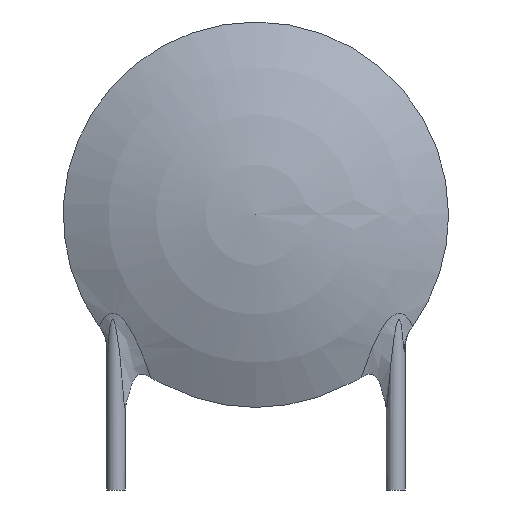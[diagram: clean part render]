
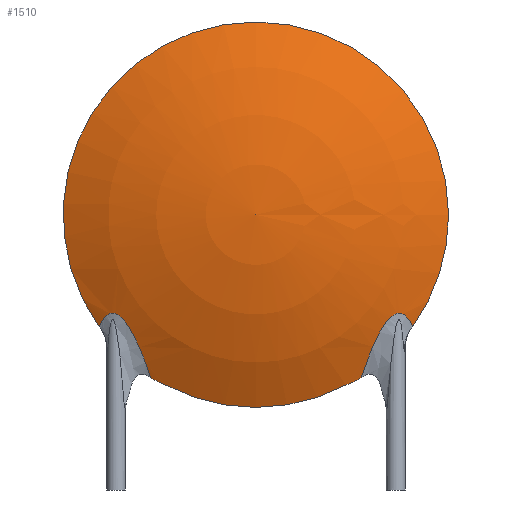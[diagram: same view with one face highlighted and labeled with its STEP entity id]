
A CAD part, front view. The second image highlights one B-rep face of the part: STEP entity #1510.
In plain terms, the highlighted spherical face has radius 7.726 mm.
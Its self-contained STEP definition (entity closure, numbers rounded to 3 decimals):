
#69 = B_SPLINE_CURVE_WITH_KNOTS ( 'NONE', 3,
 ( #852, #854, #892, #889 ),
 .UNSPECIFIED., .F., .F.,
 ( 4, 4 ),
 ( 0., 0. ),
 .UNSPECIFIED. ) ;
#74 = B_SPLINE_CURVE_WITH_KNOTS ( 'NONE', 3,
 ( #890, #897, #894, #895, #902, #899, #900, #907, #904, #905, #887, #885, #882, #881, #829, #859, #824, #733 ),
 .UNSPECIFIED., .F., .F.,
 ( 4, 2, 2, 2, 2, 2, 2, 2, 4 ),
 ( 0., 0., 0., 0., 0.001, 0.001, 0.001, 0.001, 0.002 ),
 .UNSPECIFIED. ) ;
#83 = B_SPLINE_CURVE_WITH_KNOTS ( 'NONE', 3,
 ( #1175, #1174, #1173, #1172, #1171, #1170, #1169, #1168, #1167, #1166, #1165, #1164, #1163, #1162, #1161, #1160, #1159, #1158 ),
 .UNSPECIFIED., .F., .F.,
 ( 4, 2, 2, 2, 2, 2, 2, 2, 4 ),
 ( 0., 0., 0.001, 0.001, 0.001, 0.001, 0.001, 0.002, 0.002 ),
 .UNSPECIFIED. ) ;
#92 = EDGE_CURVE ( 'NONE', #546, #485, #1295, .T. ) ;
#112 = EDGE_CURVE ( 'NONE', #539, #492, #1525, .T. ) ;
#126 = EDGE_CURVE ( 'NONE', #521, #541, #1518, .T. ) ;
#127 = EDGE_CURVE ( 'NONE', #547, #539, #1504, .T. ) ;
#129 = EDGE_CURVE ( 'NONE', #485, #462, #1530, .T. ) ;
#130 = EDGE_CURVE ( 'NONE', #541, #517, #69, .T. ) ;
#131 = EDGE_CURVE ( 'NONE', #547, #521, #74, .T. ) ;
#144 = EDGE_CURVE ( 'NONE', #546, #517, #1487, .T. ) ;
#147 = EDGE_CURVE ( 'NONE', #462, #492, #83, .T. ) ;
#462 = VERTEX_POINT ( 'NONE', #1136 ) ;
#485 = VERTEX_POINT ( 'NONE', #1132 ) ;
#492 = VERTEX_POINT ( 'NONE', #1130 ) ;
#511 = CARTESIAN_POINT ( 'NONE',  ( 1.635, -0.01, -3.095 ) ) ;
#515 = CARTESIAN_POINT ( 'NONE',  ( 1.715, -0.007, -3.059 ) ) ;
#516 = CARTESIAN_POINT ( 'NONE',  ( 1.758, 0., -3.049 ) ) ;
#517 = VERTEX_POINT ( 'NONE', #1126 ) ;
#518 = CARTESIAN_POINT ( 'NONE',  ( 1.674, -0.01, -3.074 ) ) ;
#521 = VERTEX_POINT ( 'NONE', #1125 ) ;
#524 = ORIENTED_EDGE ( 'NONE', *, *, #144, .F. ) ;
#539 = VERTEX_POINT ( 'NONE', #1117 ) ;
#541 = VERTEX_POINT ( 'NONE', #1116 ) ;
#546 = VERTEX_POINT ( 'NONE', #1113 ) ;
#547 = VERTEX_POINT ( 'NONE', #1112 ) ;
#570 = ORIENTED_EDGE ( 'NONE', *, *, #131, .T. ) ;
#583 = ORIENTED_EDGE ( 'NONE', *, *, #92, .T. ) ;
#608 = ORIENTED_EDGE ( 'NONE', *, *, #129, .T. ) ;
#614 = EDGE_LOOP ( 'NONE', ( #570, #644, #662, #524, #583, #608, #1070, #621, #637 ) ) ;
#621 = ORIENTED_EDGE ( 'NONE', *, *, #112, .F. ) ;
#637 = ORIENTED_EDGE ( 'NONE', *, *, #127, .F. ) ;
#644 = ORIENTED_EDGE ( 'NONE', *, *, #126, .T. ) ;
#662 = ORIENTED_EDGE ( 'NONE', *, *, #130, .T. ) ;
#733 = CARTESIAN_POINT ( 'NONE',  ( -1.913, 0., -2.954 ) ) ;
#755 = DIRECTION ( 'NONE',  ( 0., -1., 0. ) ) ;
#801 = DIRECTION ( 'NONE',  ( 0., 0., 1. ) ) ;
#819 = DIRECTION ( 'NONE',  ( 0., -1., 0. ) ) ;
#824 = CARTESIAN_POINT ( 'NONE',  ( -1.956, -0.048, -2.816 ) ) ;
#829 = CARTESIAN_POINT ( 'NONE',  ( -2.115, -0.155, -2.405 ) ) ;
#846 = DIRECTION ( 'NONE',  ( 0., 0., 1. ) ) ;
#852 = CARTESIAN_POINT ( 'NONE',  ( -1.758, 0., -3.049 ) ) ;
#854 = CARTESIAN_POINT ( 'NONE',  ( -1.716, -0.007, -3.059 ) ) ;
#859 = CARTESIAN_POINT ( 'NONE',  ( -2.004, -0.088, -2.678 ) ) ;
#864 = CARTESIAN_POINT ( 'NONE',  ( 0., 0., 0. ) ) ;
#869 = DIRECTION ( 'NONE',  ( 0., 0., 1. ) ) ;
#880 = CARTESIAN_POINT ( 'NONE',  ( 0., -0.01, 0. ) ) ;
#881 = CARTESIAN_POINT ( 'NONE',  ( -2.176, -0.181, -2.269 ) ) ;
#882 = CARTESIAN_POINT ( 'NONE',  ( -2.287, -0.206, -2.07 ) ) ;
#885 = CARTESIAN_POINT ( 'NONE',  ( -2.328, -0.212, -2.005 ) ) ;
#887 = CARTESIAN_POINT ( 'NONE',  ( -2.398, -0.213, -1.915 ) ) ;
#889 = CARTESIAN_POINT ( 'NONE',  ( -1.635, -0.01, -3.095 ) ) ;
#890 = CARTESIAN_POINT ( 'NONE',  ( -2.849, -0.01, -2.033 ) ) ;
#892 = CARTESIAN_POINT ( 'NONE',  ( -1.674, -0.01, -3.074 ) ) ;
#894 = CARTESIAN_POINT ( 'NONE',  ( -2.786, -0.072, -1.905 ) ) ;
#895 = CARTESIAN_POINT ( 'NONE',  ( -2.714, -0.121, -1.828 ) ) ;
#897 = CARTESIAN_POINT ( 'NONE',  ( -2.82, -0.041, -1.969 ) ) ;
#899 = CARTESIAN_POINT ( 'NONE',  ( -2.619, -0.169, -1.782 ) ) ;
#900 = CARTESIAN_POINT ( 'NONE',  ( -2.581, -0.183, -1.784 ) ) ;
#902 = CARTESIAN_POINT ( 'NONE',  ( -2.686, -0.137, -1.806 ) ) ;
#904 = CARTESIAN_POINT ( 'NONE',  ( -2.48, -0.206, -1.834 ) ) ;
#905 = CARTESIAN_POINT ( 'NONE',  ( -2.423, -0.212, -1.886 ) ) ;
#907 = CARTESIAN_POINT ( 'NONE',  ( -2.511, -0.201, -1.81 ) ) ;
#908 = DIRECTION ( 'NONE',  ( 0., 1., 0. ) ) ;
#913 = CARTESIAN_POINT ( 'NONE',  ( 0., 0., 0. ) ) ;
#1007 = DIRECTION ( 'NONE',  ( 0., 0., 1. ) ) ;
#1009 = DIRECTION ( 'NONE',  ( 0., 1., 0. ) ) ;
#1010 = CARTESIAN_POINT ( 'NONE',  ( 0., -0.01, 0. ) ) ;
#1063 = DIRECTION ( 'NONE',  ( 0., 0., 1. ) ) ;
#1070 = ORIENTED_EDGE ( 'NONE', *, *, #147, .T. ) ;
#1071 = DIRECTION ( 'NONE',  ( 0., 1., 0. ) ) ;
#1073 = CARTESIAN_POINT ( 'NONE',  ( 0., -0.01, 0. ) ) ;
#1112 = CARTESIAN_POINT ( 'NONE',  ( -2.849, -0.01, -2.033 ) ) ;
#1113 = CARTESIAN_POINT ( 'NONE',  ( 1.635, -0.01, -3.095 ) ) ;
#1116 = CARTESIAN_POINT ( 'NONE',  ( -1.758, 0., -3.049 ) ) ;
#1117 = CARTESIAN_POINT ( 'NONE',  ( 0., -0.01, 3.5 ) ) ;
#1125 = CARTESIAN_POINT ( 'NONE',  ( -1.913, 0., -2.954 ) ) ;
#1126 = CARTESIAN_POINT ( 'NONE',  ( -1.635, -0.01, -3.095 ) ) ;
#1130 = CARTESIAN_POINT ( 'NONE',  ( 2.849, -0.01, -2.033 ) ) ;
#1132 = CARTESIAN_POINT ( 'NONE',  ( 1.758, 0., -3.049 ) ) ;
#1136 = CARTESIAN_POINT ( 'NONE',  ( 1.913, 0., -2.954 ) ) ;
#1158 = CARTESIAN_POINT ( 'NONE',  ( 2.849, -0.01, -2.033 ) ) ;
#1159 = CARTESIAN_POINT ( 'NONE',  ( 2.821, -0.041, -1.969 ) ) ;
#1160 = CARTESIAN_POINT ( 'NONE',  ( 2.788, -0.071, -1.908 ) ) ;
#1161 = CARTESIAN_POINT ( 'NONE',  ( 2.717, -0.119, -1.831 ) ) ;
#1162 = CARTESIAN_POINT ( 'NONE',  ( 2.69, -0.136, -1.809 ) ) ;
#1163 = CARTESIAN_POINT ( 'NONE',  ( 2.625, -0.167, -1.783 ) ) ;
#1164 = CARTESIAN_POINT ( 'NONE',  ( 2.587, -0.181, -1.783 ) ) ;
#1165 = CARTESIAN_POINT ( 'NONE',  ( 2.516, -0.2, -1.807 ) ) ;
#1166 = CARTESIAN_POINT ( 'NONE',  ( 2.485, -0.205, -1.83 ) ) ;
#1167 = CARTESIAN_POINT ( 'NONE',  ( 2.428, -0.212, -1.881 ) ) ;
#1168 = CARTESIAN_POINT ( 'NONE',  ( 2.402, -0.213, -1.91 ) ) ;
#1169 = CARTESIAN_POINT ( 'NONE',  ( 2.331, -0.212, -1.999 ) ) ;
#1170 = CARTESIAN_POINT ( 'NONE',  ( 2.291, -0.207, -2.064 ) ) ;
#1171 = CARTESIAN_POINT ( 'NONE',  ( 2.179, -0.183, -2.263 ) ) ;
#1172 = CARTESIAN_POINT ( 'NONE',  ( 2.117, -0.156, -2.4 ) ) ;
#1173 = CARTESIAN_POINT ( 'NONE',  ( 2.005, -0.089, -2.676 ) ) ;
#1174 = CARTESIAN_POINT ( 'NONE',  ( 1.956, -0.048, -2.815 ) ) ;
#1175 = CARTESIAN_POINT ( 'NONE',  ( 1.913, 0., -2.954 ) ) ;
#1186 = AXIS2_PLACEMENT_3D ( 'NONE', #1410, #1400, #1399 ) ;
#1195 = AXIS2_PLACEMENT_3D ( 'NONE', #1010, #1009, #1007 ) ;
#1224 = SPHERICAL_SURFACE ( 'NONE', #1186, 7.726 ) ;
#1249 = AXIS2_PLACEMENT_3D ( 'NONE', #880, #908, #801 ) ;
#1251 = AXIS2_PLACEMENT_3D ( 'NONE', #913, #755, #846 ) ;
#1253 = FACE_OUTER_BOUND ( 'NONE', #614, .T. ) ;
#1254 = AXIS2_PLACEMENT_3D ( 'NONE', #864, #819, #869 ) ;
#1259 = AXIS2_PLACEMENT_3D ( 'NONE', #1073, #1071, #1063 ) ;
#1295 = B_SPLINE_CURVE_WITH_KNOTS ( 'NONE', 3,
 ( #511, #518, #515, #516 ),
 .UNSPECIFIED., .F., .F.,
 ( 4, 4 ),
 ( 0., 0. ),
 .UNSPECIFIED. ) ;
#1399 = DIRECTION ( 'NONE',  ( 1., 0., 0. ) ) ;
#1400 = DIRECTION ( 'NONE',  ( 0., 1., 0. ) ) ;
#1410 = CARTESIAN_POINT ( 'NONE',  ( 0., 6.878, 0. ) ) ;
#1487 = CIRCLE ( 'NONE', #1259, 3.5 ) ;
#1504 = CIRCLE ( 'NONE', #1249, 3.5 ) ;
#1510 = ADVANCED_FACE ( 'NONE', ( #1253 ), #1224, .T. ) ;
#1518 = CIRCLE ( 'NONE', #1251, 3.52 ) ;
#1525 = CIRCLE ( 'NONE', #1195, 3.5 ) ;
#1530 = CIRCLE ( 'NONE', #1254, 3.52 ) ;
